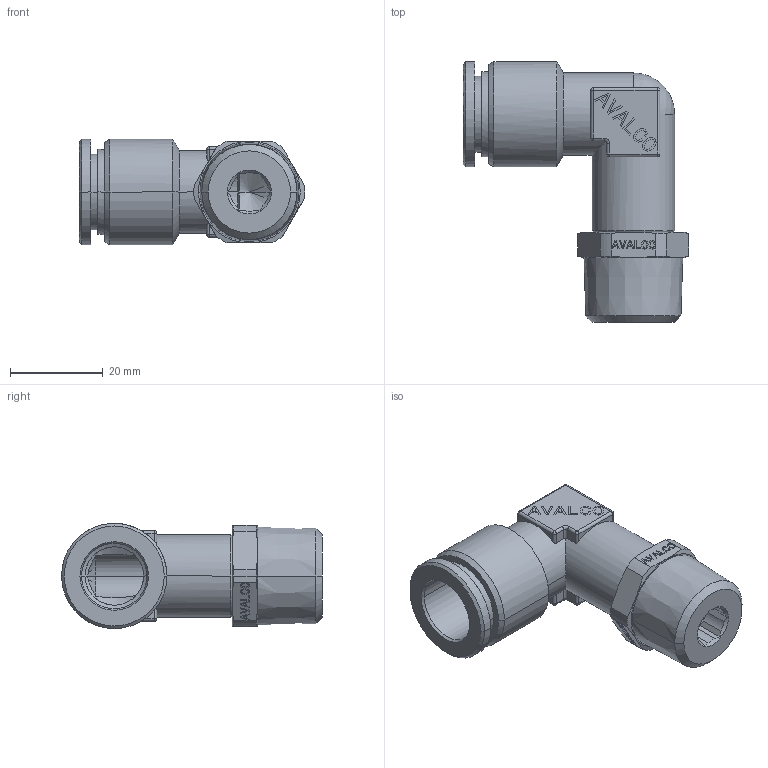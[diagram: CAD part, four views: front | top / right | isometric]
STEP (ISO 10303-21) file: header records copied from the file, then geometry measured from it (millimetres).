
FILE_DESCRIPTION(('CATIA V5 STEP Exchange'),'2;1');
FILE_NAME('PR505B-14R12.stp','2018-04-14T14:55:13+00:00',('none'),('none'),'CATIA Version 5 Release 21 GA (IN-10)','CATIA V5 STEP AP203','none');
FILE_SCHEMA(('CONFIG_CONTROL_DESIGN'));
Length unit declared in the file: millimetre
Products named in the file (1): PR505B-14R12
Bounding box: 48.8 x 56.38 x 22.77 mm (x, y, z)
Volume: 17029.8 mm3; surface area: 9350.8 mm2
Topology: 1 solids, 1 shells, 708 faces, 1893 edges, 1234 vertices
Faces by surface type: plane 600, cylinder 58, cone 36, sphere 12, torus 2
Entity records: 21608 total; most frequent: CARTESIAN_POINT 4577, ORIENTED_EDGE 3778, DIRECTION 2981, EDGE_CURVE 1889, VECTOR 1676, LINE 1676, VERTEX_POINT 1234, EDGE_LOOP 761
